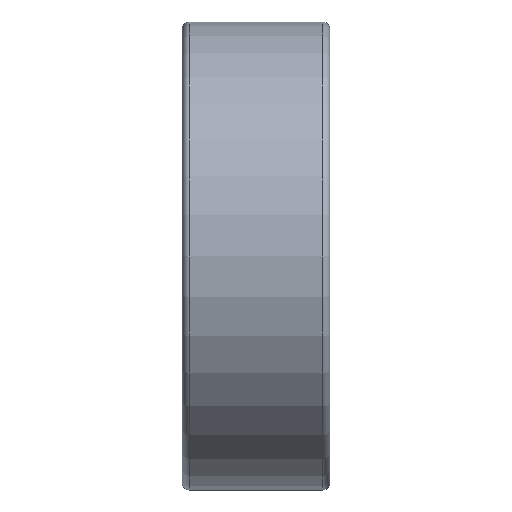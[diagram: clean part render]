
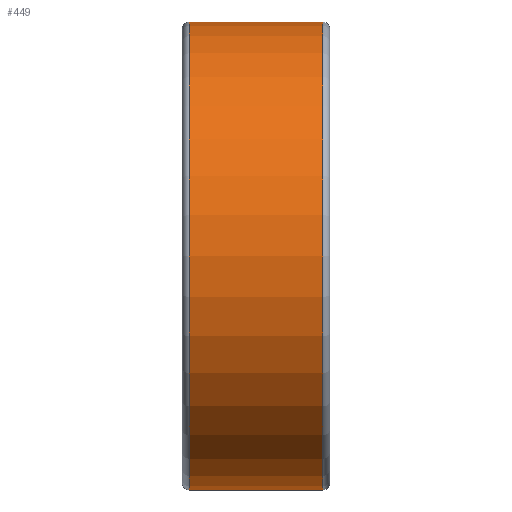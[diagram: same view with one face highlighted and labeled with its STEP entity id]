
A CAD part, front view. The second image highlights one B-rep face of the part: STEP entity #449.
In plain terms, the highlighted cylindrical face has radius 9.5 mm (diameter 19 mm), a full revolution.
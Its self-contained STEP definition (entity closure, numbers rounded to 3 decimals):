
#449 = ADVANCED_FACE( '', ( #571, #572 ), #573, .T. );
#571 = FACE_OUTER_BOUND( '', #698, .T. );
#572 = FACE_OUTER_BOUND( '', #699, .T. );
#573 = CYLINDRICAL_SURFACE( '', #700, 9.5 );
#698 = EDGE_LOOP( '', ( #900 ) );
#699 = EDGE_LOOP( '', ( #901 ) );
#700 = AXIS2_PLACEMENT_3D( '', #902, #903, #904 );
#900 = ORIENTED_EDGE( '', *, *, #957, .T. );
#901 = ORIENTED_EDGE( '', *, *, #956, .F. );
#902 = CARTESIAN_POINT( '', ( 50., 0., 0. ) );
#903 = DIRECTION( '', ( -1., 0., 0. ) );
#904 = DIRECTION( '', ( 0., 0., -1. ) );
#956 = EDGE_CURVE( '', #1036, #1036, #1037, .T. );
#957 = EDGE_CURVE( '', #1038, #1038, #1039, .T. );
#1036 = VERTEX_POINT( '', #1116 );
#1037 = CIRCLE( '', #1117, 9.5 );
#1038 = VERTEX_POINT( '', #1118 );
#1039 = CIRCLE( '', #1119, 9.5 );
#1116 = CARTESIAN_POINT( '', ( 5.7, 0., -9.5 ) );
#1117 = AXIS2_PLACEMENT_3D( '', #1234, #1235, #1236 );
#1118 = CARTESIAN_POINT( '', ( 0.3, 0., -9.5 ) );
#1119 = AXIS2_PLACEMENT_3D( '', #1237, #1238, #1239 );
#1234 = CARTESIAN_POINT( '', ( 5.7, 0., 0. ) );
#1235 = DIRECTION( '', ( 1., 0., 0. ) );
#1236 = DIRECTION( '', ( 0., 0., -1. ) );
#1237 = CARTESIAN_POINT( '', ( 0.3, 0., 0. ) );
#1238 = DIRECTION( '', ( 1., 0., 0. ) );
#1239 = DIRECTION( '', ( 0., 0., -1. ) );
